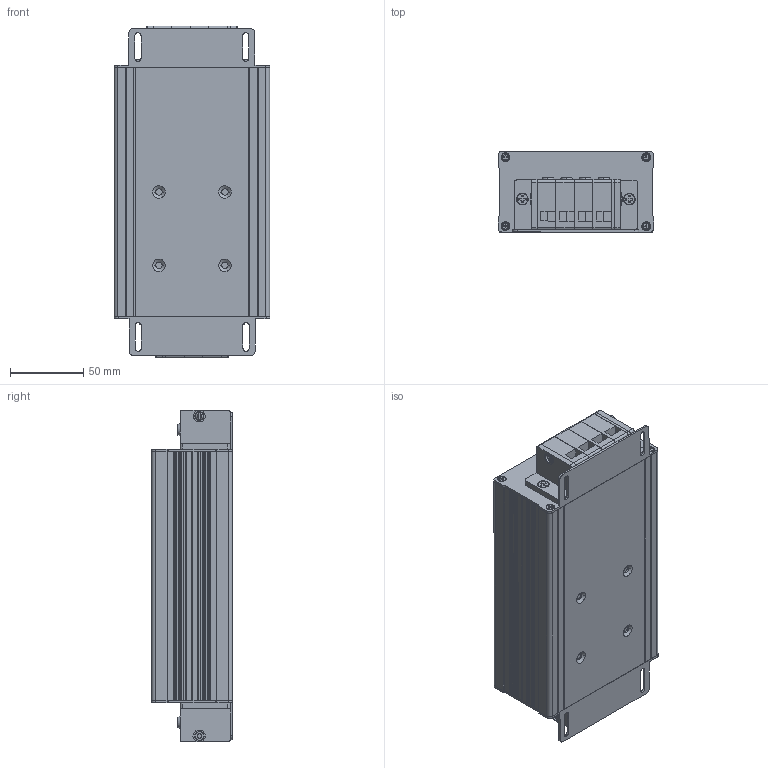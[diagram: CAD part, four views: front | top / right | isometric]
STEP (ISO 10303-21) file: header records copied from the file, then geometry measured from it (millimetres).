
FILE_DESCRIPTION((''),'2;1');
FILE_NAME('ASM0001_ASM','2025-06-16T',('Administrator'),(''),'PRO/ENGINEER BY PARAMETRIC TECHNOLOGY CORPORATION, 2008380','PRO/ENGINEER BY PARAMETRIC TECHNOLOGY CORPORATION, 2008380','');
FILE_SCHEMA(('CONFIG_CONTROL_DESIGN'));
Length unit declared in the file: millimetre
Products named in the file (15): PRT0001; PRT0002; PRT0003; SHUCHUDUANCE; PRT0004; PRT0005; PRT0006; PRT0007; PRT0009; PRT0010; PRT0011; PRT0012; PRT0013; PRT0014; ASM0001_ASM
Assembly tree (34 placements, depth 2):
  ASM0001_ASM
    PRT0001
    PRT0002
    PRT0003
    SHUCHUDUANCE
    PRT0004  x2
    PRT0005  x7
    PRT0006  x2
    PRT0007  x2
    PRT0009  x4
    PRT0010
    PRT0011  x2
    PRT0012
    PRT0013
    PRT0014  x8
Bounding box: 106.21 x 55.04 x 226.26 mm (x, y, z)
Volume: 925524.4 mm3; surface area: 254363.7 mm2
Topology: 34 solids, 34 shells, 988 faces, 2576 edges, 1696 vertices
Faces by surface type: plane 674, cylinder 212, cone 70, torus 32
Entity records: 18459 total; most frequent: CARTESIAN_POINT 3295, DIRECTION 3095, ORIENTED_EDGE 3082, EDGE_CURVE 1541, VECTOR 1171, LINE 1171, VERTEX_POINT 1018, AXIS2_PLACEMENT_3D 962
